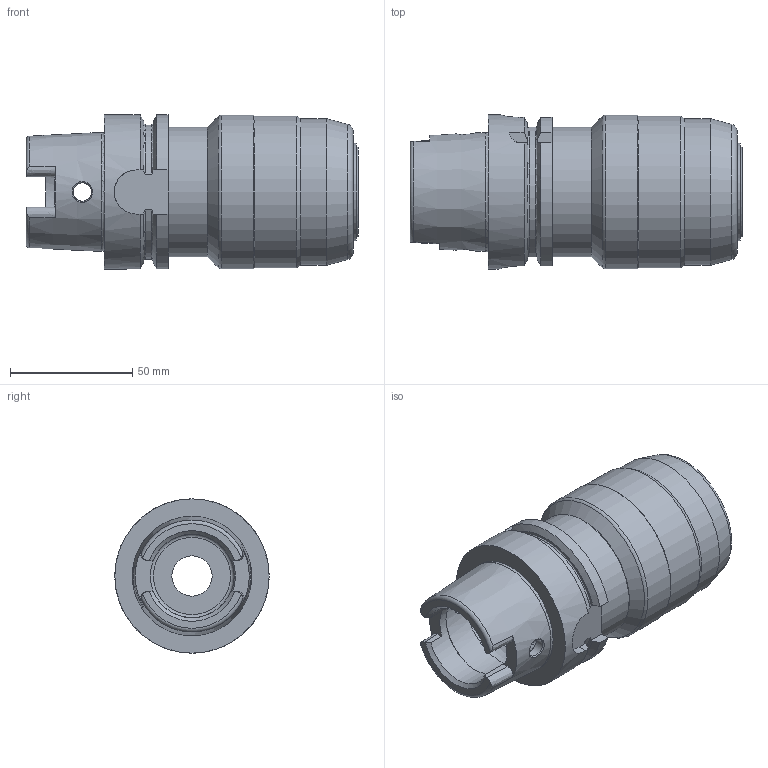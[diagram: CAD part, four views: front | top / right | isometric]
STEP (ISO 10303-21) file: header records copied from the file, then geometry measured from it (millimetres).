
FILE_DESCRIPTION (( 'STEP AP203' ), '1' );
FILE_NAME ('HSK-A63-MEGA1.000DS-4A.STEP', '2017-05-01T15:28:34', ( '' ), ( '' ), 'SwSTEP 2.0', 'SolidWorks 2016', '' );
FILE_SCHEMA (( 'CONFIG_CONTROL_DESIGN' ));
Length unit declared in the file: millimetre
Products named in the file (1): HSK-A63-MEGA1.000DS-4A
Bounding box: 135.6 x 63 x 63 mm (x, y, z)
Volume: 249828.5 mm3; surface area: 42678.5 mm2
Topology: 1 solids, 1 shells, 89 faces, 235 edges, 151 vertices
Faces by surface type: plane 35, cylinder 21, cone 15, torus 12, bspline 6
Full cylindrical faces by diameter (mm): 7.5 x2, 16.5 x1, 25.4 x1, 34.5 x1, 39.84 x1, 40 x1, 53 x1, 59.9 x1, 62 x1, 62.7 x1, 63 x1
Entity records: 3762 total; most frequent: CARTESIAN_POINT 1722, ORIENTED_EDGE 400, DIRECTION 373, EDGE_CURVE 200, AXIS2_PLACEMENT_3D 154, VERTEX_POINT 143, EDGE_LOOP 125, FACE_OUTER_BOUND 109
